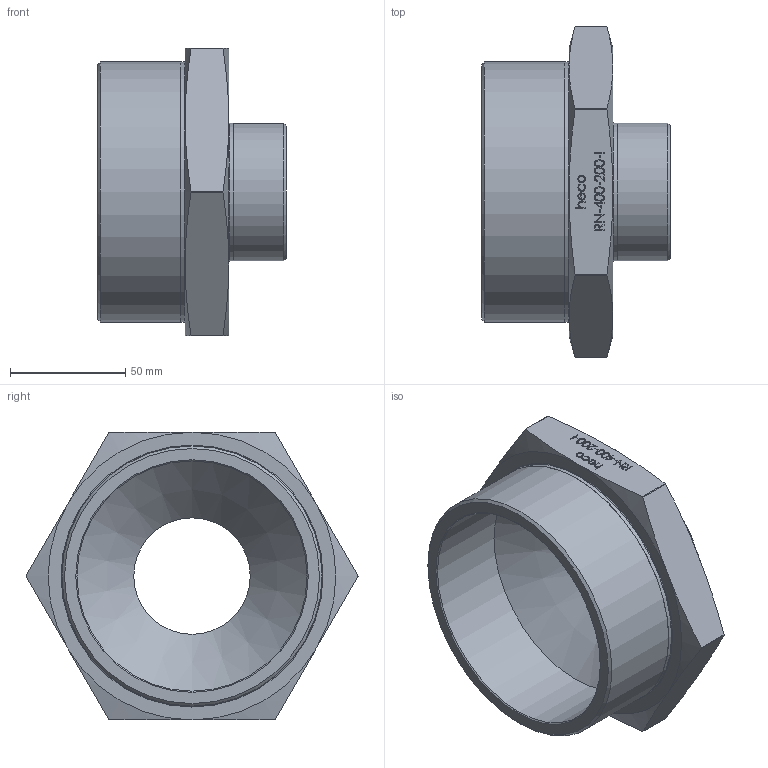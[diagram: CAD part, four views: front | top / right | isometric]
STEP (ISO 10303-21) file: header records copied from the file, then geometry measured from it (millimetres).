
FILE_DESCRIPTION (( 'STEP AP214' ), '1' );
FILE_NAME ('heco_RN-400-200-I.STEP', '2016-07-05T08:19:10', ( '' ), ( '' ), 'SwSTEP 2.0', 'SolidWorks 2011', '' );
FILE_SCHEMA (( 'AUTOMOTIVE_DESIGN' ));
Length unit declared in the file: millimetre
Products named in the file (1): heco_RN-400-200-I
Bounding box: 82 x 144.24 x 125.05 mm (x, y, z)
Volume: 271379 mm3; surface area: 65192.3 mm2
Topology: 1 solids, 1 shells, 218 faces, 546 edges, 358 vertices
Faces by surface type: plane 105, bspline 82, cone 17, cylinder 12, torus 2
Full cylindrical faces by diameter (mm): 50.6 x1, 59.614 x1, 59.814 x1, 100 x1, 113.03 x1, 113.23 x1
Entity records: 13435 total; most frequent: CARTESIAN_POINT 7032, ORIENTED_EDGE 1062, DIRECTION 635, EDGE_CURVE 531, VERTEX_POINT 356, VECTOR 301, LINE 301, EDGE_LOOP 261
